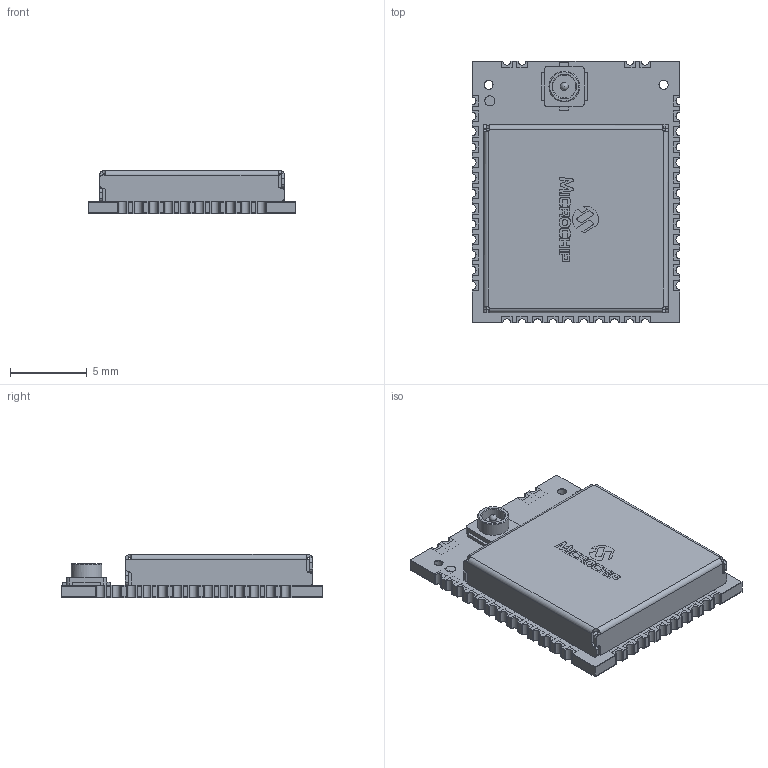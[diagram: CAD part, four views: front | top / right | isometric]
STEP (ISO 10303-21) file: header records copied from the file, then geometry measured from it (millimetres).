
FILE_DESCRIPTION(/* description */ (''),/* implementation_level */ '2;1');
FILE_NAME(/* name */ 'Microchip WLR089U0-I-RM.stp',/* time_stamp */ '2022-03-22T20:17:56-04:00',/* author */ ('rabri'),/* organization */ (''),/* preprocessor_version */ 'ST-DEVELOPER v18',/* originating_system */ 'Autodesk Inventor 2020',/* authorisation */ '');
FILE_SCHEMA (('AUTOMOTIVE_DESIGN { 1 0 10303 214 3 1 1 }'));
Length unit declared in the file: millimetre
Products named in the file (9): Microchip WLR089U0-I-RM; pcb; pads; bakelite; antenna connector; antenna pin; shield; logo; marking
Assembly tree (8 placements, depth 2):
  Microchip WLR089U0-I-RM
    pcb
    pads
    bakelite
    antenna connector
    antenna pin
    shield
    logo
    marking
Bounding box: 13.5 x 17 x 2.8 mm (x, y, z)
Volume: 231 mm3; surface area: 2033 mm2
Topology: 66 solids, 66 shells, 1233 faces, 3303 edges, 2201 vertices
Faces by surface type: plane 1073, cylinder 113, bspline 44, cone 2, sphere 1
Full cylindrical faces by diameter (mm): 0.5 x2, 0.6 x5, 0.65 x1, 1.497 x2, 2 x2, 2.4 x2, 4 x2
Entity records: 38693 total; most frequent: CARTESIAN_POINT 7488, ORIENTED_EDGE 6602, DIRECTION 5841, EDGE_CURVE 3301, LINE 2955, VECTOR 2955, VERTEX_POINT 2200, AXIS2_PLACEMENT_3D 1443
